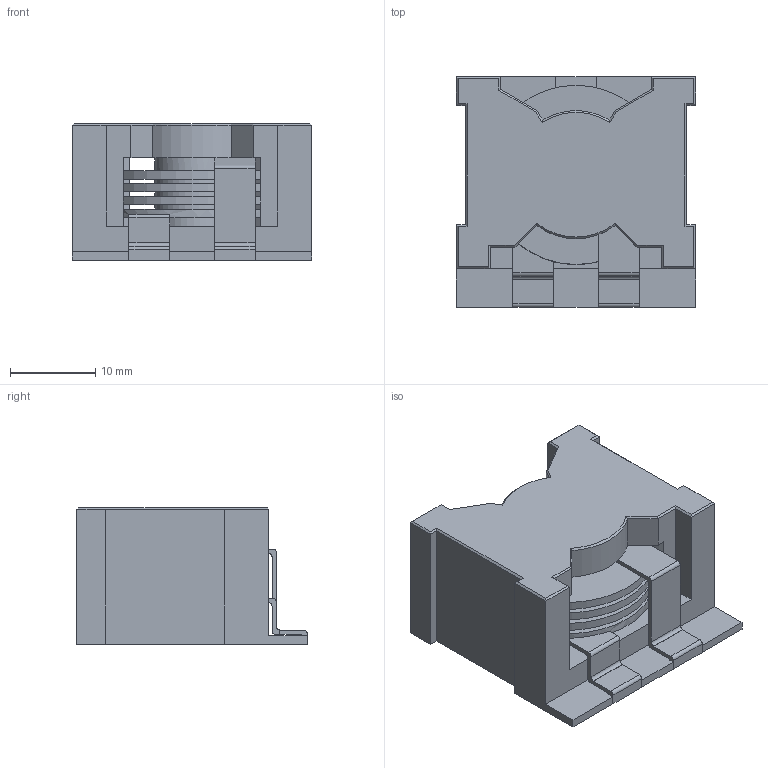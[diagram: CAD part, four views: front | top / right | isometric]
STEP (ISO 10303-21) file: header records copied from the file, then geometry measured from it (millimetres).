
FILE_DESCRIPTION (( 'STEP AP214' ), '1' );
FILE_NAME ('IND-SMD_3P-L28.0-W27.0.step', '2022-07-08T23:12:25', ( '' ), ( '' ), 'SwSTEP 2.0', 'SolidWorks 2020', '' );
FILE_SCHEMA (( 'AUTOMOTIVE_DESIGN' ));
Length unit declared in the file: millimetre
Products named in the file (1): IND-SMD_3P-L28.0-W27.0
Bounding box: 28 x 27.02 x 16.01 mm (x, y, z)
Volume: 7254.5 mm3; surface area: 6861.8 mm2
Topology: 1 solids, 1 shells, 432 faces, 1177 edges, 774 vertices
Faces by surface type: plane 280, bspline 114, cylinder 36, cone 2
Entity records: 18810 total; most frequent: CARTESIAN_POINT 4758, ORIENTED_EDGE 2354, DIRECTION 1657, EDGE_CURVE 1177, LINE 863, VECTOR 863, VERTEX_POINT 774, EDGE_LOOP 467
